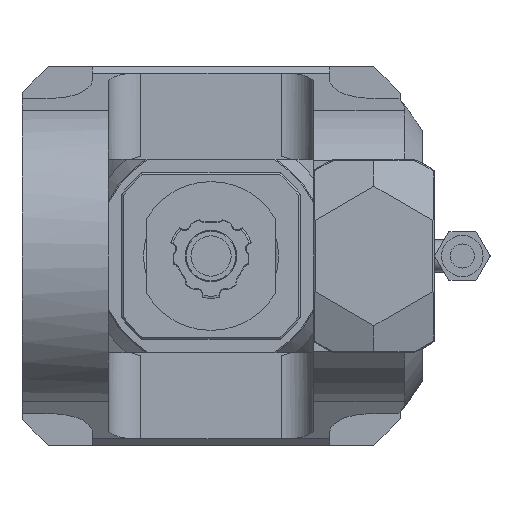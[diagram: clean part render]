
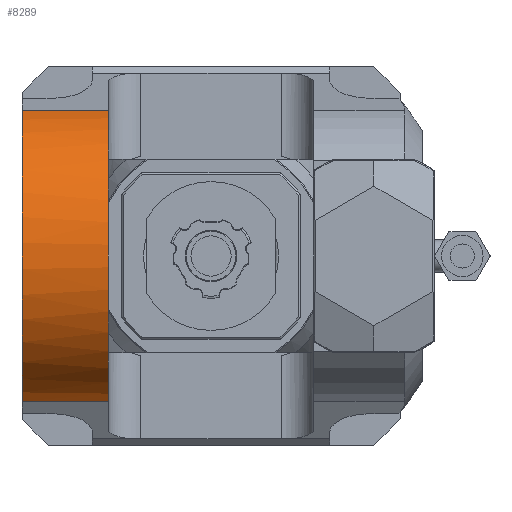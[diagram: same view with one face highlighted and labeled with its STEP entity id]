
A CAD part, left-side view. The second image highlights one B-rep face of the part: STEP entity #8289.
In plain terms, the highlighted cylindrical face has radius 37.5 mm (diameter 75 mm), a partial arc.
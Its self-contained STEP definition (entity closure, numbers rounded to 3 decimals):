
#423=DIRECTION('',(0.,1.,0.));
#424=VECTOR('',#423,21.5);
#425=CARTESIAN_POINT('',(-81.897,25.5,36.17));
#426=LINE('',#425,#424);
#496=CARTESIAN_POINT('',(-72.,47.,0.));
#497=DIRECTION('',(0.,-1.,0.));
#498=DIRECTION('',(-0.264,0.,0.965));
#499=AXIS2_PLACEMENT_3D('',#496,#497,#498);
#630=DIRECTION('',(0.,1.,0.));
#631=VECTOR('',#630,21.5);
#632=CARTESIAN_POINT('',(-81.897,25.5,-36.17));
#633=LINE('',#632,#631);
#634=CARTESIAN_POINT('',(-72.,25.5,0.));
#635=DIRECTION('',(0.,-1.,0.));
#636=DIRECTION('',(-0.93,0.,0.368));
#637=AXIS2_PLACEMENT_3D('',#634,#635,#636);
#670=CARTESIAN_POINT('',(-72.,25.5,0.));
#671=DIRECTION('',(0.,-1.,0.));
#672=DIRECTION('',(-0.264,0.,0.965));
#673=AXIS2_PLACEMENT_3D('',#670,#671,#672);
#695=CARTESIAN_POINT('',(-72.,25.5,0.));
#696=DIRECTION('',(0.,-1.,0.));
#697=DIRECTION('',(-0.93,0.,-0.368));
#698=AXIS2_PLACEMENT_3D('',#695,#696,#697);
#7064=CARTESIAN_POINT('',(-81.897,47.,36.17));
#7065=CARTESIAN_POINT('',(-81.897,47.,-36.17));
#7066=VERTEX_POINT('',#7064);
#7067=VERTEX_POINT('',#7065);
#7094=CARTESIAN_POINT('',(-81.897,25.5,-36.17));
#7095=VERTEX_POINT('',#7094);
#7098=CARTESIAN_POINT('',(-81.897,25.5,36.17));
#7099=VERTEX_POINT('',#7098);
#7278=CARTESIAN_POINT('',(-106.864,25.5,13.811));
#7279=CARTESIAN_POINT('',(-106.864,25.5,-13.811));
#7280=VERTEX_POINT('',#7278);
#7281=VERTEX_POINT('',#7279);
#8272=CARTESIAN_POINT('',(-72.,-73.2,0.));
#8273=DIRECTION('',(0.,-1.,0.));
#8274=DIRECTION('',(0.,0.,-1.));
#8275=AXIS2_PLACEMENT_3D('',#8272,#8273,#8274);
#8276=CYLINDRICAL_SURFACE('',#8275,37.5);
#8278=ORIENTED_EDGE('',*,*,#8277,.T.);
#8280=ORIENTED_EDGE('',*,*,#8279,.T.);
#8282=ORIENTED_EDGE('',*,*,#8281,.T.);
#8283=ORIENTED_EDGE('',*,*,#8186,.F.);
#8284=ORIENTED_EDGE('',*,*,#8107,.F.);
#8286=ORIENTED_EDGE('',*,*,#8285,.T.);
#8287=EDGE_LOOP('',(#8278,#8280,#8282,#8283,#8284,#8286));
#8288=FACE_OUTER_BOUND('',#8287,.F.);
#8289=ADVANCED_FACE('',(#8288),#8276,.T.);
#500=CIRCLE('',#499,37.5);
#638=CIRCLE('',#637,37.5);
#674=CIRCLE('',#673,37.5);
#699=CIRCLE('',#698,37.5);
#8107=EDGE_CURVE('',#7099,#7066,#426,.T.);
#8186=EDGE_CURVE('',#7066,#7067,#500,.T.);
#8277=EDGE_CURVE('',#7280,#7281,#638,.T.);
#8279=EDGE_CURVE('',#7281,#7095,#699,.T.);
#8281=EDGE_CURVE('',#7095,#7067,#633,.T.);
#8285=EDGE_CURVE('',#7099,#7280,#674,.T.);
